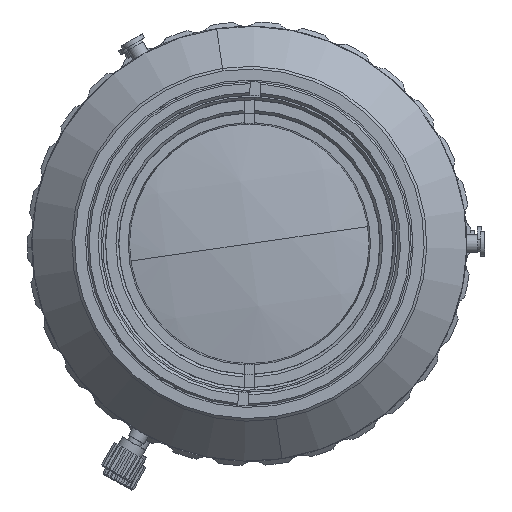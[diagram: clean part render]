
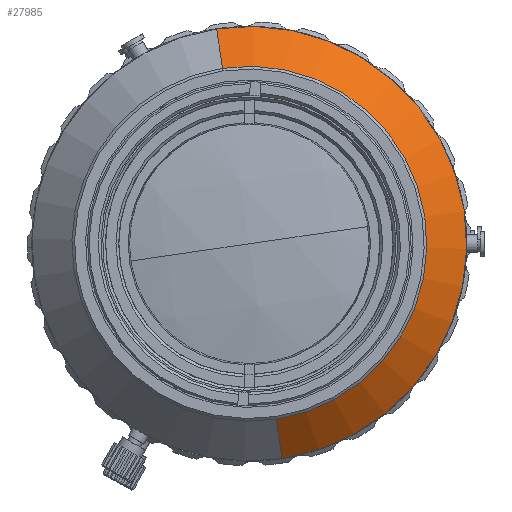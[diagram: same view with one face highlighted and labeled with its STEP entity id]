
A CAD part, left-side view. The second image highlights one B-rep face of the part: STEP entity #27985.
In plain terms, the highlighted conical face has half-angle 45 degrees and reference radius 20 mm.
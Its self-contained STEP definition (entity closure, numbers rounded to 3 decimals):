
#2334 = AXIS2_PLACEMENT_3D ( 'NONE', #32634, #32562, #32518 ) ;
#3723 = AXIS2_PLACEMENT_3D ( 'NONE', #7665, #38327, #12066 ) ;
#4105 = EDGE_CURVE ( 'NONE', #35331, #27833, #23477, .T. ) ;
#4631 = DIRECTION ( 'NONE',  ( 1., 0., 0. ) ) ;
#6549 = CARTESIAN_POINT ( 'NONE',  ( -53.34, 0.887, 70.22 ) ) ;
#7665 = CARTESIAN_POINT ( 'NONE',  ( -53.34, -2.807, 46. ) ) ;
#12066 = DIRECTION ( 'NONE',  ( 0., 0.151, 0.989 ) ) ;
#14661 = ORIENTED_EDGE ( 'NONE', *, *, #16060, .T. ) ;
#14750 = EDGE_CURVE ( 'NONE', #27833, #48805, #46528, .T. ) ;
#14817 = CARTESIAN_POINT ( 'NONE',  ( -57.84, -5.824, 26.229 ) ) ;
#16060 = EDGE_CURVE ( 'NONE', #35331, #22990, #46467, .T. ) ;
#16937 = CARTESIAN_POINT ( 'NONE',  ( -53.34, -6.502, 21.78 ) ) ;
#18769 = EDGE_CURVE ( 'NONE', #22990, #48805, #21293, .T. ) ;
#20113 = AXIS2_PLACEMENT_3D ( 'NONE', #30991, #4631, #26557 ) ;
#21293 = CIRCLE ( 'NONE', #3723, 24.5 ) ;
#22990 = VERTEX_POINT ( 'NONE', #16937 ) ;
#23477 = CIRCLE ( 'NONE', #2334, 20. ) ;
#26557 = DIRECTION ( 'NONE',  ( 0., -0.151, -0.989 ) ) ;
#27499 = ORIENTED_EDGE ( 'NONE', *, *, #14750, .F. ) ;
#27833 = VERTEX_POINT ( 'NONE', #39269 ) ;
#27985 = ADVANCED_FACE ( 'NONE', ( #44679 ), #31905, .T. ) ;
#30178 = DIRECTION ( 'NONE',  ( 0.707, 0.107, 0.699 ) ) ;
#30595 = ORIENTED_EDGE ( 'NONE', *, *, #4105, .F. ) ;
#30643 = ORIENTED_EDGE ( 'NONE', *, *, #18769, .T. ) ;
#30991 = CARTESIAN_POINT ( 'NONE',  ( -57.84, -2.807, 46. ) ) ;
#31905 = CONICAL_SURFACE ( 'NONE', #20113, 20., 0.785 ) ;
#32518 = DIRECTION ( 'NONE',  ( 0., 0.151, 0.989 ) ) ;
#32562 = DIRECTION ( 'NONE',  ( -1., 0., 0. ) ) ;
#32634 = CARTESIAN_POINT ( 'NONE',  ( -57.84, -2.807, 46. ) ) ;
#35147 = VECTOR ( 'NONE', #30178, 1000. ) ;
#35331 = VERTEX_POINT ( 'NONE', #14817 ) ;
#38327 = DIRECTION ( 'NONE',  ( -1., 0., 0. ) ) ;
#38831 = EDGE_LOOP ( 'NONE', ( #27499, #30595, #14661, #30643 ) ) ;
#39269 = CARTESIAN_POINT ( 'NONE',  ( -57.84, 0.209, 65.771 ) ) ;
#44679 = FACE_OUTER_BOUND ( 'NONE', #38831, .T. ) ;
#46467 = LINE ( 'NONE', #51941, #56613 ) ;
#46528 = LINE ( 'NONE', #56005, #35147 ) ;
#47441 = DIRECTION ( 'NONE',  ( 0.707, -0.107, -0.699 ) ) ;
#48805 = VERTEX_POINT ( 'NONE', #6549 ) ;
#51941 = CARTESIAN_POINT ( 'NONE',  ( -57.84, -5.824, 26.229 ) ) ;
#56005 = CARTESIAN_POINT ( 'NONE',  ( -57.84, 0.209, 65.771 ) ) ;
#56613 = VECTOR ( 'NONE', #47441, 1000. ) ;
